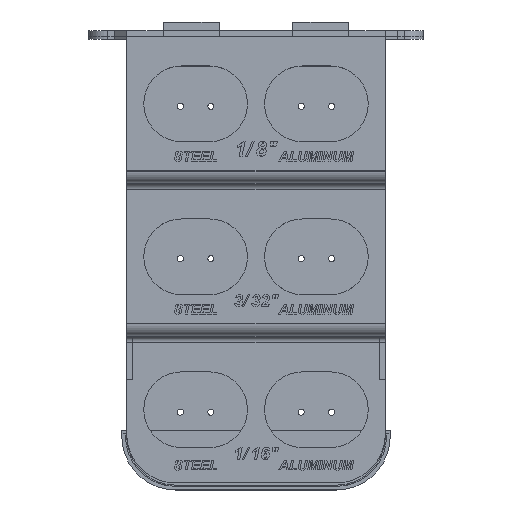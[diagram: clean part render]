
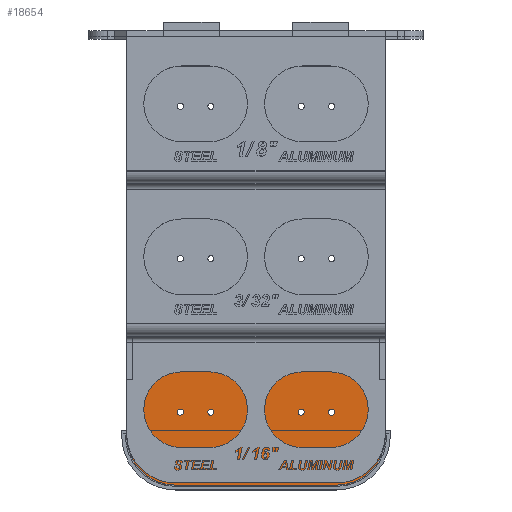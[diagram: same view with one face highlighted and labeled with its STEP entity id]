
A CAD part, top view. The second image highlights one B-rep face of the part: STEP entity #18654.
In plain terms, the highlighted planar face has unit normal (0, 0, 1).
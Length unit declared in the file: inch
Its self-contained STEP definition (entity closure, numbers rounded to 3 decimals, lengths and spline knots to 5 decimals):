
#1088=FACE_BOUND('',#3231,.T.);
#1089=FACE_BOUND('',#3232,.T.);
#1090=FACE_BOUND('',#3233,.T.);
#1091=FACE_BOUND('',#3234,.T.);
#1181=CIRCLE('',#19407,1.);
#1182=CIRCLE('',#19410,1.);
#1183=CIRCLE('',#19411,0.06375);
#1184=CIRCLE('',#19412,0.06375);
#1185=CIRCLE('',#19413,0.06375);
#1186=CIRCLE('',#19414,0.06375);
#2158=FACE_OUTER_BOUND('',#3230,.T.);
#3230=EDGE_LOOP('',(#16916,#16917,#16918,#16919,#16920,#16921));
#3231=EDGE_LOOP('',(#16922));
#3232=EDGE_LOOP('',(#16923));
#3233=EDGE_LOOP('',(#16924));
#3234=EDGE_LOOP('',(#16925));
#5203=LINE('',#33991,#7190);
#5206=LINE('',#33997,#7193);
#5207=LINE('',#33999,#7194);
#5208=LINE('',#34001,#7195);
#7190=VECTOR('',#22718,0.3937);
#7193=VECTOR('',#22723,0.17856);
#7194=VECTOR('',#22724,0.3937);
#7195=VECTOR('',#22725,0.17856);
#8986=VERTEX_POINT('',#33984);
#8987=VERTEX_POINT('',#33986);
#8988=VERTEX_POINT('',#33990);
#8990=VERTEX_POINT('',#33996);
#8991=VERTEX_POINT('',#33998);
#8992=VERTEX_POINT('',#34000);
#8993=VERTEX_POINT('',#34003);
#8994=VERTEX_POINT('',#34005);
#8995=VERTEX_POINT('',#34007);
#8996=VERTEX_POINT('',#34009);
#11636=EDGE_CURVE('',#8986,#8987,#1181,.T.);
#11638=EDGE_CURVE('',#8988,#8987,#5203,.T.);
#11641=EDGE_CURVE('',#8986,#8990,#5206,.T.);
#11642=EDGE_CURVE('',#8990,#8991,#5207,.T.);
#11643=EDGE_CURVE('',#8992,#8991,#5208,.T.);
#11644=EDGE_CURVE('',#8988,#8992,#1182,.T.);
#11645=EDGE_CURVE('',#8993,#8993,#1183,.T.);
#11646=EDGE_CURVE('',#8994,#8994,#1184,.T.);
#11647=EDGE_CURVE('',#8995,#8995,#1185,.T.);
#11648=EDGE_CURVE('',#8996,#8996,#1186,.T.);
#16916=ORIENTED_EDGE('',*,*,#11636,.F.);
#16917=ORIENTED_EDGE('',*,*,#11641,.T.);
#16918=ORIENTED_EDGE('',*,*,#11642,.T.);
#16919=ORIENTED_EDGE('',*,*,#11643,.F.);
#16920=ORIENTED_EDGE('',*,*,#11644,.F.);
#16921=ORIENTED_EDGE('',*,*,#11638,.T.);
#16922=ORIENTED_EDGE('',*,*,#11645,.T.);
#16923=ORIENTED_EDGE('',*,*,#11646,.T.);
#16924=ORIENTED_EDGE('',*,*,#11647,.T.);
#16925=ORIENTED_EDGE('',*,*,#11648,.T.);
#17739=PLANE('',#19409);
#18654=ADVANCED_FACE('',(#2158,#1088,#1089,#1090,#1091),#17739,.T.);
#19407=AXIS2_PLACEMENT_3D('',#33987,#22713,#22714);
#19409=AXIS2_PLACEMENT_3D('',#33995,#22721,#22722);
#19410=AXIS2_PLACEMENT_3D('',#34002,#22726,#22727);
#19411=AXIS2_PLACEMENT_3D('',#34004,#22728,#22729);
#19412=AXIS2_PLACEMENT_3D('',#34006,#22730,#22731);
#19413=AXIS2_PLACEMENT_3D('',#34008,#22732,#22733);
#19414=AXIS2_PLACEMENT_3D('',#34010,#22734,#22735);
#22713=DIRECTION('center_axis',(0.,0.,-1.));
#22714=DIRECTION('ref_axis',(0.707,-0.707,0.));
#22718=DIRECTION('',(1.,0.,0.));
#22721=DIRECTION('center_axis',(0.,0.,1.));
#22722=DIRECTION('ref_axis',(0.,-1.,0.));
#22723=DIRECTION('',(0.,1.,0.));
#22724=DIRECTION('',(-1.,0.,0.));
#22725=DIRECTION('',(0.,1.,0.));
#22726=DIRECTION('center_axis',(0.,0.,-1.));
#22727=DIRECTION('ref_axis',(-0.707,-0.707,0.));
#22728=DIRECTION('center_axis',(0.,0.,-1.));
#22729=DIRECTION('ref_axis',(-1.,0.,0.));
#22730=DIRECTION('center_axis',(0.,0.,-1.));
#22731=DIRECTION('ref_axis',(-1.,0.,0.));
#22732=DIRECTION('center_axis',(0.,0.,-1.));
#22733=DIRECTION('ref_axis',(-1.,0.,0.));
#22734=DIRECTION('center_axis',(0.,0.,-1.));
#22735=DIRECTION('ref_axis',(-1.,0.,0.));
#33984=CARTESIAN_POINT('',(2.65,-8.251,-9.876));
#33986=CARTESIAN_POINT('',(1.65,-9.251,-9.876));
#33987=CARTESIAN_POINT('Origin',(1.65,-8.251,-9.876));
#33990=CARTESIAN_POINT('',(-1.65,-9.251,-9.876));
#33991=CARTESIAN_POINT('',(-2.65,-9.251,-9.876));
#33995=CARTESIAN_POINT('Origin',(0.,-7.67226,
-9.876));
#33996=CARTESIAN_POINT('',(2.65,-6.374,-9.876));
#33997=CARTESIAN_POINT('',(2.65,-5.81304,-9.876));
#33998=CARTESIAN_POINT('',(-2.65,-6.374,-9.876));
#33999=CARTESIAN_POINT('',(0.,-6.374,-9.876));
#34000=CARTESIAN_POINT('',(-2.65,-8.251,-9.876));
#34001=CARTESIAN_POINT('',(-2.65,-5.81304,-9.876));
#34002=CARTESIAN_POINT('Origin',(-1.65,-8.251,-9.876));
#34003=CARTESIAN_POINT('',(-1.48625,-7.756,-9.876));
#34004=CARTESIAN_POINT('Origin',(-1.55,-7.756,-9.876));
#34005=CARTESIAN_POINT('',(0.98875,-7.756,-9.876));
#34006=CARTESIAN_POINT('Origin',(0.925,-7.756,-9.876));
#34007=CARTESIAN_POINT('',(-0.86125,-7.756,-9.876));
#34008=CARTESIAN_POINT('Origin',(-0.925,-7.756,-9.876));
#34009=CARTESIAN_POINT('',(1.61375,-7.756,-9.876));
#34010=CARTESIAN_POINT('Origin',(1.55,-7.756,-9.876));
